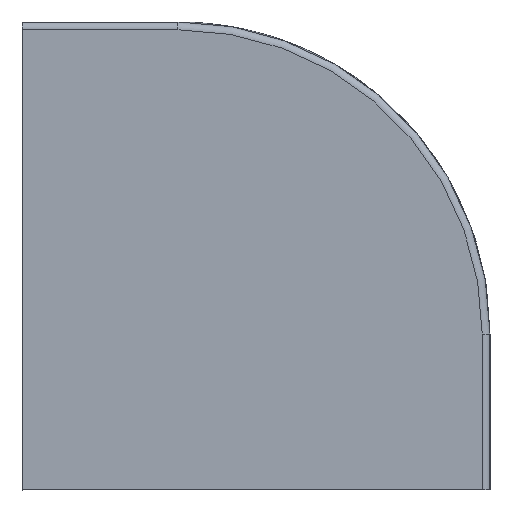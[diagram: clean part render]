
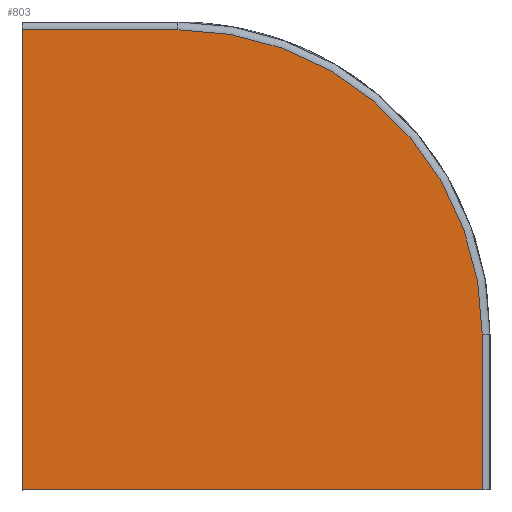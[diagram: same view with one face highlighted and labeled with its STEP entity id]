
A CAD part, left-side view. The second image highlights one B-rep face of the part: STEP entity #803.
In plain terms, the highlighted planar face has unit normal (-1, 0, 0).
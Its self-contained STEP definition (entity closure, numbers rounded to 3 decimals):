
#107 = CARTESIAN_POINT ( 'NONE',  ( -28., 7.5, 0. ) ) ;
#129 = ORIENTED_EDGE ( 'NONE', *, *, #331, .T. ) ;
#156 = CARTESIAN_POINT ( 'NONE',  ( -28., -7.5, 14.75 ) ) ;
#331 = EDGE_CURVE ( 'NONE', #2062, #8044, #1238, .T. ) ;
#552 = EDGE_LOOP ( 'NONE', ( #5918, #129, #1981, #652, #8109 ) ) ;
#554 = CARTESIAN_POINT ( 'NONE',  ( -28., 2.5, 5. ) ) ;
#652 = ORIENTED_EDGE ( 'NONE', *, *, #1735, .T. ) ;
#803 = ADVANCED_FACE ( 'NONE', ( #1229 ), #4836, .T. ) ;
#834 = CIRCLE ( 'NONE', #7561, 9.75 ) ;
#946 = CARTESIAN_POINT ( 'NONE',  ( -28., 7.5, 0. ) ) ;
#1221 = DIRECTION ( 'NONE',  ( 0., 0., 1. ) ) ;
#1229 = FACE_OUTER_BOUND ( 'NONE', #552, .T. ) ;
#1237 = CARTESIAN_POINT ( 'NONE',  ( -28., -7.25, 0. ) ) ;
#1238 = LINE ( 'NONE', #6350, #7450 ) ;
#1431 = VECTOR ( 'NONE', #6734, 1000. ) ;
#1735 = EDGE_CURVE ( 'NONE', #4571, #5104, #6108, .T. ) ;
#1981 = ORIENTED_EDGE ( 'NONE', *, *, #8148, .T. ) ;
#2062 = VERTEX_POINT ( 'NONE', #1237 ) ;
#2098 = DIRECTION ( 'NONE',  ( 0., 0., 1. ) ) ;
#2324 = DIRECTION ( 'NONE',  ( 0., 1., 0. ) ) ;
#2366 = DIRECTION ( 'NONE',  ( 0., 0., 1. ) ) ;
#2924 = VERTEX_POINT ( 'NONE', #946 ) ;
#3311 = EDGE_CURVE ( 'NONE', #2924, #5104, #6700, .T. ) ;
#3541 = LINE ( 'NONE', #6282, #5511 ) ;
#3708 = AXIS2_PLACEMENT_3D ( 'NONE', #4982, #6321, #2366 ) ;
#4327 = VECTOR ( 'NONE', #6142, 1000. ) ;
#4571 = VERTEX_POINT ( 'NONE', #7043 ) ;
#4836 = PLANE ( 'NONE',  #3708 ) ;
#4982 = CARTESIAN_POINT ( 'NONE',  ( -28., -7.5, 0. ) ) ;
#5104 = VERTEX_POINT ( 'NONE', #5585 ) ;
#5188 = DIRECTION ( 'NONE',  ( -1., 0., 0. ) ) ;
#5511 = VECTOR ( 'NONE', #2324, 1000. ) ;
#5585 = CARTESIAN_POINT ( 'NONE',  ( -28., 7.5, 14.75 ) ) ;
#5918 = ORIENTED_EDGE ( 'NONE', *, *, #7024, .F. ) ;
#6108 = LINE ( 'NONE', #156, #4327 ) ;
#6142 = DIRECTION ( 'NONE',  ( 0., 1., 0. ) ) ;
#6282 = CARTESIAN_POINT ( 'NONE',  ( -28., -7.5, 0. ) ) ;
#6321 = DIRECTION ( 'NONE',  ( -1., 0., 0. ) ) ;
#6325 = CARTESIAN_POINT ( 'NONE',  ( -28., -7.25, 5. ) ) ;
#6350 = CARTESIAN_POINT ( 'NONE',  ( -28., -7.25, 0. ) ) ;
#6700 = LINE ( 'NONE', #107, #1431 ) ;
#6734 = DIRECTION ( 'NONE',  ( 0., 0., 1. ) ) ;
#7024 = EDGE_CURVE ( 'NONE', #2062, #2924, #3541, .T. ) ;
#7043 = CARTESIAN_POINT ( 'NONE',  ( -28., 2.5, 14.75 ) ) ;
#7450 = VECTOR ( 'NONE', #2098, 1000. ) ;
#7561 = AXIS2_PLACEMENT_3D ( 'NONE', #554, #5188, #1221 ) ;
#8044 = VERTEX_POINT ( 'NONE', #6325 ) ;
#8109 = ORIENTED_EDGE ( 'NONE', *, *, #3311, .F. ) ;
#8148 = EDGE_CURVE ( 'NONE', #8044, #4571, #834, .T. ) ;
